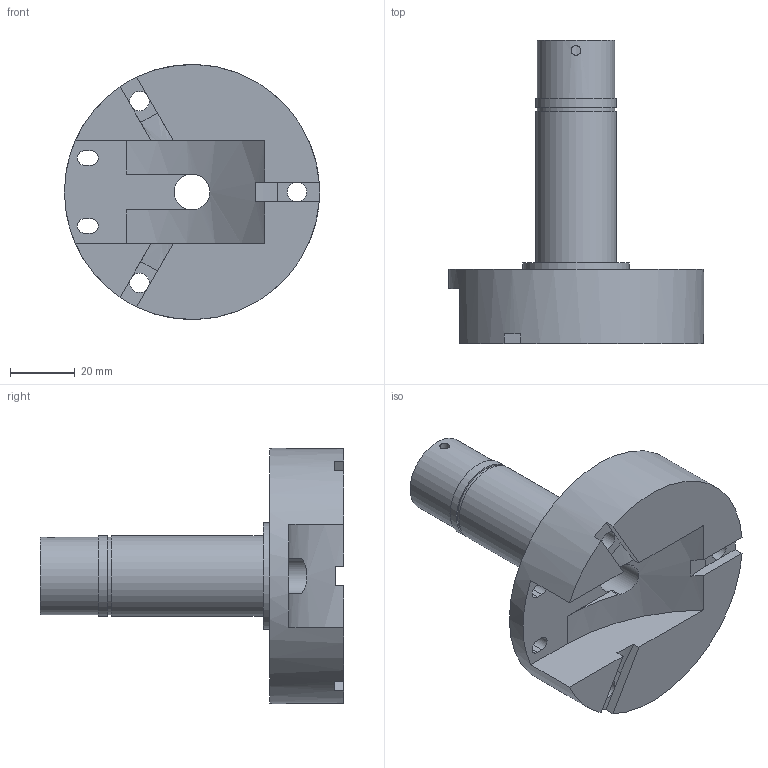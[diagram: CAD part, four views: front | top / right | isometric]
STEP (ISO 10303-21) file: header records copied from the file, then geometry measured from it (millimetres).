
FILE_DESCRIPTION(/* description */ (''),/* implementation_level */ '2;1');
FILE_NAME(/* name */ 'azimuth-head-tribrach-adapter.stp',/* author */ ('Jan Olencki')/* preprocessor_version */ 'ST-DEVELOPER v18');
FILE_SCHEMA (('AUTOMOTIVE_DESIGN { 1 0 10303 214 3 1 1 }'));
Length unit declared in the file: millimetre
Products named in the file (1): Azimuth head tribrach adapter
Bounding box: 79 x 94 x 79 mm (x, y, z)
Volume: 110081.7 mm3; surface area: 26628.4 mm2
Topology: 1 solids, 1 shells, 62 faces, 164 edges, 110 vertices
Faces by surface type: plane 36, cylinder 26
Full cylindrical faces by diameter (mm): 3 x5, 6 x3, 11.1 x1, 14.2 x1, 23.9 x1, 24 x1, 25 x2, 33 x1, 79 x1
Entity records: 2118 total; most frequent: CARTESIAN_POINT 431, DIRECTION 360, ORIENTED_EDGE 328, EDGE_CURVE 164, AXIS2_PLACEMENT_3D 139, VERTEX_POINT 110, EDGE_LOOP 82, LINE 82
